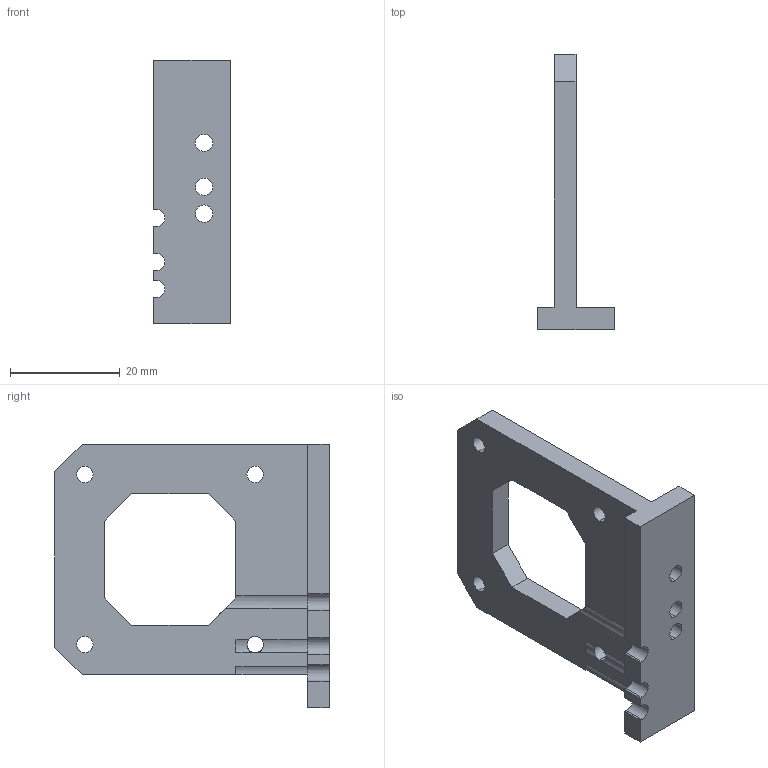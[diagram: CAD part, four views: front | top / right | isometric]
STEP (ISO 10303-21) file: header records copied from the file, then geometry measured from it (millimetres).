
FILE_DESCRIPTION (( 'STEP AP214' ), '1' );
FILE_NAME ('錨璃2.STEP', '2024-06-16T11:11:02', ( '' ), ( '' ), 'SwSTEP 2.0', 'SolidWorks 2021', '' );
FILE_SCHEMA (( 'AUTOMOTIVE_DESIGN' ));
Length unit declared in the file: millimetre
Products named in the file (1): 錨璃2
Bounding box: 14 x 50 x 48 mm (x, y, z)
Volume: 7878.5 mm3; surface area: 5461.9 mm2
Topology: 1 solids, 1 shells, 57 faces, 174 edges, 116 vertices
Faces by surface type: cylinder 30, plane 27
Entity records: 2056 total; most frequent: CARTESIAN_POINT 383, ORIENTED_EDGE 348, DIRECTION 345, EDGE_CURVE 174, AXIS2_PLACEMENT_3D 118, VERTEX_POINT 116, VECTOR 109, LINE 109
